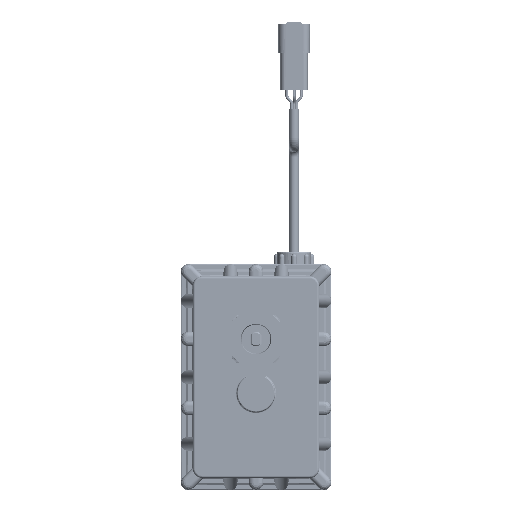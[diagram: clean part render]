
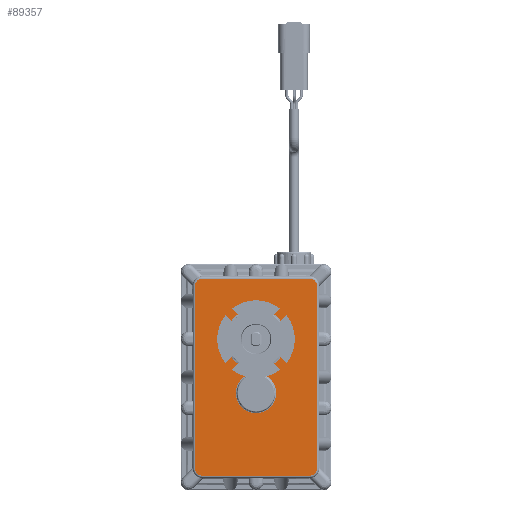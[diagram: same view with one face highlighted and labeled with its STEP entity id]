
A CAD part, front view. The second image highlights one B-rep face of the part: STEP entity #89357.
In plain terms, the highlighted planar face has unit normal (0, -1, 0).
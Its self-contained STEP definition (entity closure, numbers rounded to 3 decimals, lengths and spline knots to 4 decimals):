
#3939=FACE_BOUND('',#12152,.T.);
#3940=FACE_BOUND('',#12153,.T.);
#6982=FACE_OUTER_BOUND('',#12151,.T.);
#12151=EDGE_LOOP('',(#61349,#61350,#61351,#61352,#61353,#61354,#61355,#61356));
#12152=EDGE_LOOP('',(#61357));
#12153=EDGE_LOOP('',(#61358));
#17837=LINE('',#130396,#25921);
#17838=LINE('',#130400,#25922);
#17839=LINE('',#130404,#25923);
#17840=LINE('',#130407,#25924);
#25921=VECTOR('',#105213,0.3937);
#25922=VECTOR('',#105216,0.3937);
#25923=VECTOR('',#105219,0.3937);
#25924=VECTOR('',#105222,0.3937);
#34137=CIRCLE('',#95879,0.805);
#34148=CIRCLE('',#95897,0.53);
#34149=CIRCLE('',#95899,0.19);
#34150=CIRCLE('',#95900,0.19);
#34151=CIRCLE('',#95901,0.19);
#34152=CIRCLE('',#95902,0.19);
#37644=VERTEX_POINT('',#130361);
#37651=VERTEX_POINT('',#130388);
#37652=VERTEX_POINT('',#130392);
#37653=VERTEX_POINT('',#130393);
#37654=VERTEX_POINT('',#130395);
#37655=VERTEX_POINT('',#130397);
#37656=VERTEX_POINT('',#130399);
#37657=VERTEX_POINT('',#130401);
#37658=VERTEX_POINT('',#130403);
#37659=VERTEX_POINT('',#130405);
#46865=EDGE_CURVE('',#37644,#37644,#34137,.T.);
#46878=EDGE_CURVE('',#37651,#37651,#34148,.T.);
#46879=EDGE_CURVE('',#37652,#37653,#34149,.T.);
#46880=EDGE_CURVE('',#37654,#37652,#17837,.T.);
#46881=EDGE_CURVE('',#37655,#37654,#34150,.T.);
#46882=EDGE_CURVE('',#37656,#37655,#17838,.T.);
#46883=EDGE_CURVE('',#37657,#37656,#34151,.T.);
#46884=EDGE_CURVE('',#37658,#37657,#17839,.T.);
#46885=EDGE_CURVE('',#37659,#37658,#34152,.T.);
#46886=EDGE_CURVE('',#37653,#37659,#17840,.T.);
#61349=ORIENTED_EDGE('',*,*,#46879,.F.);
#61350=ORIENTED_EDGE('',*,*,#46880,.F.);
#61351=ORIENTED_EDGE('',*,*,#46881,.F.);
#61352=ORIENTED_EDGE('',*,*,#46882,.F.);
#61353=ORIENTED_EDGE('',*,*,#46883,.F.);
#61354=ORIENTED_EDGE('',*,*,#46884,.F.);
#61355=ORIENTED_EDGE('',*,*,#46885,.F.);
#61356=ORIENTED_EDGE('',*,*,#46886,.F.);
#61357=ORIENTED_EDGE('',*,*,#46865,.F.);
#61358=ORIENTED_EDGE('',*,*,#46878,.F.);
#86499=PLANE('',#95898);
#89357=ADVANCED_FACE('',(#6982,#3939,#3940),#86499,.F.);
#95879=AXIS2_PLACEMENT_3D('',#130363,#105169,#105170);
#95897=AXIS2_PLACEMENT_3D('',#130390,#105207,#105208);
#95898=AXIS2_PLACEMENT_3D('',#130391,#105209,#105210);
#95899=AXIS2_PLACEMENT_3D('',#130394,#105211,#105212);
#95900=AXIS2_PLACEMENT_3D('',#130398,#105214,#105215);
#95901=AXIS2_PLACEMENT_3D('',#130402,#105217,#105218);
#95902=AXIS2_PLACEMENT_3D('',#130406,#105220,#105221);
#105169=DIRECTION('center_axis',(0.,-1.,0.));
#105170=DIRECTION('ref_axis',(0.,0.,-1.));
#105207=DIRECTION('center_axis',(0.,-1.,0.));
#105208=DIRECTION('ref_axis',(-1.,0.,0.));
#105209=DIRECTION('center_axis',(0.,1.,0.));
#105210=DIRECTION('ref_axis',(0.,0.,1.));
#105211=DIRECTION('center_axis',(0.,1.,0.));
#105212=DIRECTION('ref_axis',(-0.707,0.,0.707));
#105213=DIRECTION('',(0.,0.,1.));
#105214=DIRECTION('center_axis',(0.,1.,0.));
#105215=DIRECTION('ref_axis',(-0.707,0.,-0.707));
#105216=DIRECTION('',(-1.,0.,0.));
#105217=DIRECTION('center_axis',(0.,1.,0.));
#105218=DIRECTION('ref_axis',(0.707,0.,-0.707));
#105219=DIRECTION('',(0.,0.,-1.));
#105220=DIRECTION('center_axis',(0.,1.,0.));
#105221=DIRECTION('ref_axis',(0.707,0.,0.707));
#105222=DIRECTION('',(1.,0.,0.));
#130361=CARTESIAN_POINT('',(0.,0.,-0.805));
#130363=CARTESIAN_POINT('Origin',(0.,0.,0.));
#130388=CARTESIAN_POINT('',(0.,0.,-1.95));
#130390=CARTESIAN_POINT('Origin',(0.,0.,-1.42));
#130391=CARTESIAN_POINT('Origin',(0.,0.,-1.));
#130392=CARTESIAN_POINT('',(-1.6,0.,1.4));
#130393=CARTESIAN_POINT('',(-1.41,0.,1.59));
#130394=CARTESIAN_POINT('Origin',(-1.41,0.,1.4));
#130395=CARTESIAN_POINT('',(-1.6,0.,-3.4));
#130396=CARTESIAN_POINT('',(-1.6,0.,0.2));
#130397=CARTESIAN_POINT('',(-1.41,0.,-3.59));
#130398=CARTESIAN_POINT('Origin',(-1.41,0.,-3.4));
#130399=CARTESIAN_POINT('',(1.41,0.,-3.59));
#130400=CARTESIAN_POINT('',(-0.705,0.,-3.59));
#130401=CARTESIAN_POINT('',(1.6,0.,-3.4));
#130402=CARTESIAN_POINT('Origin',(1.41,0.,-3.4));
#130403=CARTESIAN_POINT('',(1.6,0.,1.4));
#130404=CARTESIAN_POINT('',(1.6,0.,-2.2));
#130405=CARTESIAN_POINT('',(1.41,0.,1.59));
#130406=CARTESIAN_POINT('Origin',(1.41,0.,1.4));
#130407=CARTESIAN_POINT('',(0.705,0.,1.59));
